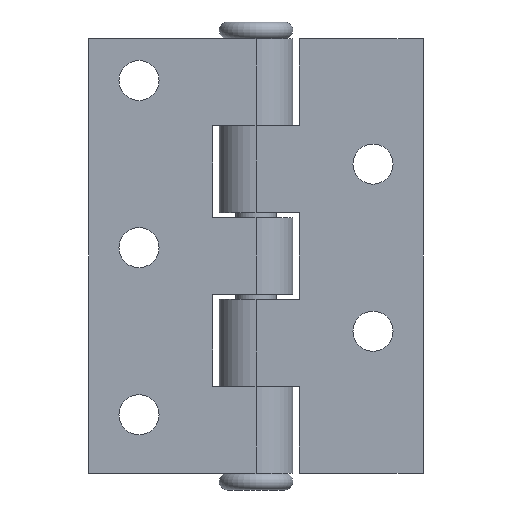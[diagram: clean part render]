
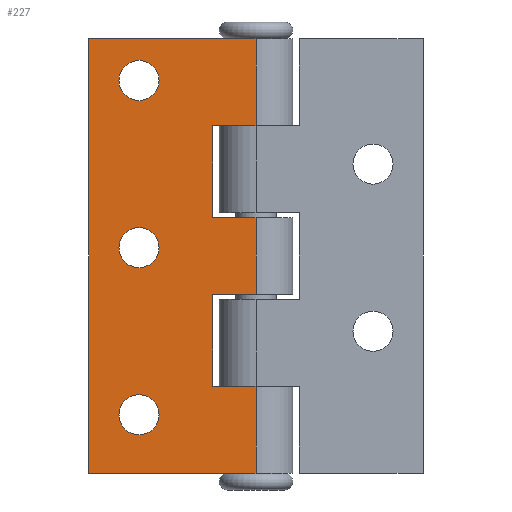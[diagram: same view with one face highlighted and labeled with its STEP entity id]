
A CAD part, front view. The second image highlights one B-rep face of the part: STEP entity #227.
In plain terms, the highlighted planar face has unit normal (0, -1, 0).
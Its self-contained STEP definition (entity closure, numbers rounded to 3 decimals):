
#2 = VERTEX_POINT ( 'NONE', #822 ) ;
#5 = VERTEX_POINT ( 'NONE', #817 ) ;
#9 = EDGE_CURVE ( 'NONE', #5, #2, #815, .T. ) ;
#11 = VERTEX_POINT ( 'NONE', #810 ) ;
#12 = VERTEX_POINT ( 'NONE', #809 ) ;
#16 = VERTEX_POINT ( 'NONE', #868 ) ;
#20 = VERTEX_POINT ( 'NONE', #856 ) ;
#30 = EDGE_CURVE ( 'NONE', #20, #12, #897, .T. ) ;
#62 = ORIENTED_EDGE ( 'NONE', *, *, #83, .T. ) ;
#64 = ORIENTED_EDGE ( 'NONE', *, *, #347, .T. ) ;
#65 = ORIENTED_EDGE ( 'NONE', *, *, #190, .T. ) ;
#66 = EDGE_LOOP ( 'NONE', ( #70, #65 ) ) ;
#67 = EDGE_CURVE ( 'NONE', #16, #11, #914, .T. ) ;
#70 = ORIENTED_EDGE ( 'NONE', *, *, #71, .T. ) ;
#71 = EDGE_CURVE ( 'NONE', #187, #188, #909, .T. ) ;
#72 = VERTEX_POINT ( 'NONE', #904 ) ;
#73 = ORIENTED_EDGE ( 'NONE', *, *, #160, .T. ) ;
#74 = ORIENTED_EDGE ( 'NONE', *, *, #183, .F. ) ;
#75 = ORIENTED_EDGE ( 'NONE', *, *, #125, .F. ) ;
#76 = ORIENTED_EDGE ( 'NONE', *, *, #84, .T. ) ;
#77 = ORIENTED_EDGE ( 'NONE', *, *, #87, .T. ) ;
#78 = VERTEX_POINT ( 'NONE', #903 ) ;
#79 = EDGE_CURVE ( 'NONE', #181, #78, #967, .T. ) ;
#80 = VERTEX_POINT ( 'NONE', #963 ) ;
#81 = ORIENTED_EDGE ( 'NONE', *, *, #79, .T. ) ;
#82 = ORIENTED_EDGE ( 'NONE', *, *, #365, .F. ) ;
#83 = EDGE_CURVE ( 'NONE', #78, #80, #962, .T. ) ;
#84 = EDGE_CURVE ( 'NONE', #72, #363, #958, .T. ) ;
#85 = ORIENTED_EDGE ( 'NONE', *, *, #224, .T. ) ;
#86 = VERTEX_POINT ( 'NONE', #954 ) ;
#87 = EDGE_CURVE ( 'NONE', #86, #72, #953, .T. ) ;
#88 = ORIENTED_EDGE ( 'NONE', *, *, #89, .T. ) ;
#89 = EDGE_CURVE ( 'NONE', #80, #12, #949, .T. ) ;
#90 = EDGE_CURVE ( 'NONE', #2, #5, #945, .T. ) ;
#92 = ORIENTED_EDGE ( 'NONE', *, *, #93, .T. ) ;
#93 = EDGE_CURVE ( 'NONE', #20, #86, #1000, .T. ) ;
#94 = ORIENTED_EDGE ( 'NONE', *, *, #30, .F. ) ;
#98 = ORIENTED_EDGE ( 'NONE', *, *, #90, .T. ) ;
#99 = ORIENTED_EDGE ( 'NONE', *, *, #9, .T. ) ;
#102 = EDGE_LOOP ( 'NONE', ( #186, #64 ) ) ;
#125 = EDGE_CURVE ( 'NONE', #126, #300, #976, .T. ) ;
#126 = VERTEX_POINT ( 'NONE', #972 ) ;
#135 = VERTEX_POINT ( 'NONE', #1021 ) ;
#136 = VERTEX_POINT ( 'NONE', #1020 ) ;
#160 = EDGE_CURVE ( 'NONE', #135, #136, #1050, .T. ) ;
#181 = VERTEX_POINT ( 'NONE', #1073 ) ;
#183 = EDGE_CURVE ( 'NONE', #181, #136, #1072, .T. ) ;
#185 = EDGE_LOOP ( 'NONE', ( #77, #76, #82, #75, #85, #73, #74, #81, #62, #88, #94, #92 ) ) ;
#186 = ORIENTED_EDGE ( 'NONE', *, *, #67, .T. ) ;
#187 = VERTEX_POINT ( 'NONE', #1068 ) ;
#188 = VERTEX_POINT ( 'NONE', #1067 ) ;
#190 = EDGE_CURVE ( 'NONE', #188, #187, #1065, .T. ) ;
#224 = EDGE_CURVE ( 'NONE', #126, #135, #1193, .T. ) ;
#227 = ADVANCED_FACE ( 'NONE', ( #1189, #1188, #1187, #1186 ), #1185, .F. ) ;
#228 = EDGE_LOOP ( 'NONE', ( #98, #99 ) ) ;
#300 = VERTEX_POINT ( 'NONE', #1298 ) ;
#347 = EDGE_CURVE ( 'NONE', #11, #16, #1392, .T. ) ;
#363 = VERTEX_POINT ( 'NONE', #1433 ) ;
#365 = EDGE_CURVE ( 'NONE', #300, #363, #1428, .T. ) ;
#809 = CARTESIAN_POINT ( 'NONE',  ( 0., -11., -11.5 ) ) ;
#810 = CARTESIAN_POINT ( 'NONE',  ( -35., -11., -3.5 ) ) ;
#811 = DIRECTION ( 'NONE',  ( -1., 0., 0. ) ) ;
#812 = DIRECTION ( 'NONE',  ( 0., 1., 0. ) ) ;
#813 = CARTESIAN_POINT ( 'NONE',  ( -35., -11., 52.5 ) ) ;
#814 = AXIS2_PLACEMENT_3D ( 'NONE', #813, #812, #811 ) ;
#815 = CIRCLE ( 'NONE', #814, 6. ) ;
#817 = CARTESIAN_POINT ( 'NONE',  ( -35., -11., 46.5 ) ) ;
#822 = CARTESIAN_POINT ( 'NONE',  ( -35., -11., 58.5 ) ) ;
#856 = CARTESIAN_POINT ( 'NONE',  ( 0., -11., 11.5 ) ) ;
#868 = CARTESIAN_POINT ( 'NONE',  ( -35., -11., 8.5 ) ) ;
#894 = DIRECTION ( 'NONE',  ( 0., 0., -1. ) ) ;
#895 = VECTOR ( 'NONE', #894, 1000. ) ;
#896 = CARTESIAN_POINT ( 'NONE',  ( 0., -11., 65. ) ) ;
#897 = LINE ( 'NONE', #896, #895 ) ;
#903 = CARTESIAN_POINT ( 'NONE',  ( -13., -11., -39. ) ) ;
#904 = CARTESIAN_POINT ( 'NONE',  ( -13., -11., 39. ) ) ;
#905 = DIRECTION ( 'NONE',  ( -1., 0., 0. ) ) ;
#906 = DIRECTION ( 'NONE',  ( 0., 1., 0. ) ) ;
#907 = CARTESIAN_POINT ( 'NONE',  ( -35., -11., -47.5 ) ) ;
#908 = AXIS2_PLACEMENT_3D ( 'NONE', #907, #906, #905 ) ;
#909 = CIRCLE ( 'NONE', #908, 6. ) ;
#910 = DIRECTION ( 'NONE',  ( -1., 0., 0. ) ) ;
#911 = DIRECTION ( 'NONE',  ( 0., 1., 0. ) ) ;
#912 = CARTESIAN_POINT ( 'NONE',  ( -35., -11., 2.5 ) ) ;
#913 = AXIS2_PLACEMENT_3D ( 'NONE', #912, #911, #910 ) ;
#914 = CIRCLE ( 'NONE', #913, 6. ) ;
#941 = DIRECTION ( 'NONE',  ( -1., 0., 0. ) ) ;
#942 = DIRECTION ( 'NONE',  ( 0., 1., 0. ) ) ;
#943 = CARTESIAN_POINT ( 'NONE',  ( -35., -11., 52.5 ) ) ;
#944 = AXIS2_PLACEMENT_3D ( 'NONE', #943, #942, #941 ) ;
#945 = CIRCLE ( 'NONE', #944, 6. ) ;
#946 = DIRECTION ( 'NONE',  ( 1., 0., 0. ) ) ;
#947 = VECTOR ( 'NONE', #946, 1000. ) ;
#948 = CARTESIAN_POINT ( 'NONE',  ( 0., -11., -11.5 ) ) ;
#949 = LINE ( 'NONE', #948, #947 ) ;
#950 = DIRECTION ( 'NONE',  ( 0., 0., 1. ) ) ;
#951 = VECTOR ( 'NONE', #950, 1000. ) ;
#952 = CARTESIAN_POINT ( 'NONE',  ( -13., -11., 65. ) ) ;
#953 = LINE ( 'NONE', #952, #951 ) ;
#954 = CARTESIAN_POINT ( 'NONE',  ( -13., -11., 11.5 ) ) ;
#955 = DIRECTION ( 'NONE',  ( 1., 0., 0. ) ) ;
#956 = VECTOR ( 'NONE', #955, 1000. ) ;
#957 = CARTESIAN_POINT ( 'NONE',  ( 0., -11., 39. ) ) ;
#958 = LINE ( 'NONE', #957, #956 ) ;
#959 = DIRECTION ( 'NONE',  ( 0., 0., 1. ) ) ;
#960 = VECTOR ( 'NONE', #959, 1000. ) ;
#961 = CARTESIAN_POINT ( 'NONE',  ( -13., -11., 65. ) ) ;
#962 = LINE ( 'NONE', #961, #960 ) ;
#963 = CARTESIAN_POINT ( 'NONE',  ( -13., -11., -11.5 ) ) ;
#964 = DIRECTION ( 'NONE',  ( -1., 0., 0. ) ) ;
#965 = VECTOR ( 'NONE', #964, 1000. ) ;
#966 = CARTESIAN_POINT ( 'NONE',  ( 0., -11., -39. ) ) ;
#967 = LINE ( 'NONE', #966, #965 ) ;
#972 = CARTESIAN_POINT ( 'NONE',  ( -50., -11., 65. ) ) ;
#973 = DIRECTION ( 'NONE',  ( 1., 0., 0. ) ) ;
#974 = VECTOR ( 'NONE', #973, 1000. ) ;
#975 = CARTESIAN_POINT ( 'NONE',  ( 0., -11., 65. ) ) ;
#976 = LINE ( 'NONE', #975, #974 ) ;
#997 = DIRECTION ( 'NONE',  ( -1., 0., 0. ) ) ;
#998 = VECTOR ( 'NONE', #997, 1000. ) ;
#999 = CARTESIAN_POINT ( 'NONE',  ( 0., -11., 11.5 ) ) ;
#1000 = LINE ( 'NONE', #999, #998 ) ;
#1020 = CARTESIAN_POINT ( 'NONE',  ( 0., -11., -65. ) ) ;
#1021 = CARTESIAN_POINT ( 'NONE',  ( -50., -11., -65. ) ) ;
#1047 = DIRECTION ( 'NONE',  ( 1., 0., 0. ) ) ;
#1048 = VECTOR ( 'NONE', #1047, 1000. ) ;
#1049 = CARTESIAN_POINT ( 'NONE',  ( 0., -11., -65. ) ) ;
#1050 = LINE ( 'NONE', #1049, #1048 ) ;
#1065 = CIRCLE ( 'NONE', #1129, 6. ) ;
#1067 = CARTESIAN_POINT ( 'NONE',  ( -35., -11., -53.5 ) ) ;
#1068 = CARTESIAN_POINT ( 'NONE',  ( -35., -11., -41.5 ) ) ;
#1069 = DIRECTION ( 'NONE',  ( 0., 0., -1. ) ) ;
#1070 = VECTOR ( 'NONE', #1069, 1000. ) ;
#1071 = CARTESIAN_POINT ( 'NONE',  ( 0., -11., 65. ) ) ;
#1072 = LINE ( 'NONE', #1071, #1070 ) ;
#1073 = CARTESIAN_POINT ( 'NONE',  ( 0., -11., -39. ) ) ;
#1126 = DIRECTION ( 'NONE',  ( -1., 0., 0. ) ) ;
#1127 = DIRECTION ( 'NONE',  ( 0., 1., 0. ) ) ;
#1128 = CARTESIAN_POINT ( 'NONE',  ( -35., -11., -47.5 ) ) ;
#1129 = AXIS2_PLACEMENT_3D ( 'NONE', #1128, #1127, #1126 ) ;
#1181 = DIRECTION ( 'NONE',  ( -1., 0., 0. ) ) ;
#1182 = DIRECTION ( 'NONE',  ( 0., 1., 0. ) ) ;
#1183 = CARTESIAN_POINT ( 'NONE',  ( 0., -11., 65. ) ) ;
#1184 = AXIS2_PLACEMENT_3D ( 'NONE', #1183, #1182, #1181 ) ;
#1185 = PLANE ( 'NONE',  #1184 ) ;
#1186 = FACE_OUTER_BOUND ( 'NONE', #185, .T. ) ;
#1187 = FACE_BOUND ( 'NONE', #66, .T. ) ;
#1188 = FACE_BOUND ( 'NONE', #102, .T. ) ;
#1189 = FACE_BOUND ( 'NONE', #228, .T. ) ;
#1190 = DIRECTION ( 'NONE',  ( 0., 0., -1. ) ) ;
#1191 = VECTOR ( 'NONE', #1190, 1000. ) ;
#1192 = CARTESIAN_POINT ( 'NONE',  ( -50., -11., 65. ) ) ;
#1193 = LINE ( 'NONE', #1192, #1191 ) ;
#1298 = CARTESIAN_POINT ( 'NONE',  ( 0., -11., 65. ) ) ;
#1389 = DIRECTION ( 'NONE',  ( -1., 0., 0. ) ) ;
#1390 = DIRECTION ( 'NONE',  ( 0., 1., 0. ) ) ;
#1391 = AXIS2_PLACEMENT_3D ( 'NONE', #1396, #1390, #1389 ) ;
#1392 = CIRCLE ( 'NONE', #1391, 6. ) ;
#1396 = CARTESIAN_POINT ( 'NONE',  ( -35., -11., 2.5 ) ) ;
#1425 = DIRECTION ( 'NONE',  ( 0., 0., -1. ) ) ;
#1426 = VECTOR ( 'NONE', #1425, 1000. ) ;
#1427 = CARTESIAN_POINT ( 'NONE',  ( 0., -11., 65. ) ) ;
#1428 = LINE ( 'NONE', #1427, #1426 ) ;
#1433 = CARTESIAN_POINT ( 'NONE',  ( 0., -11., 39. ) ) ;
